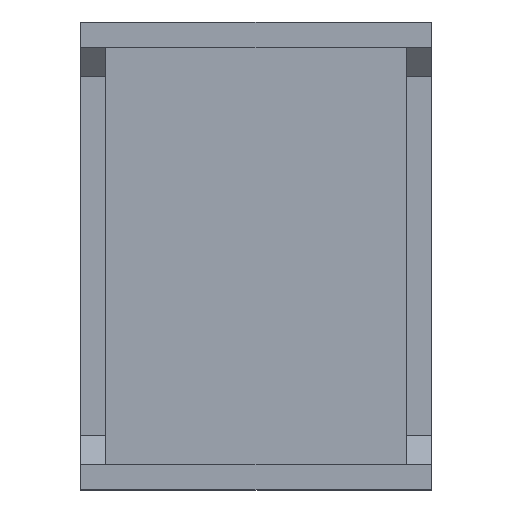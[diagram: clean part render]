
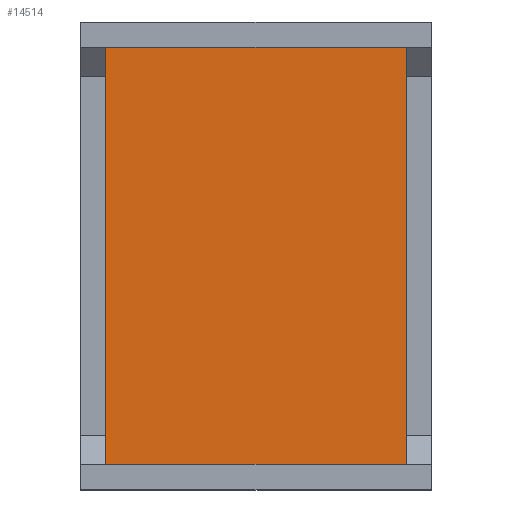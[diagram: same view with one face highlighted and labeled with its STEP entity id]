
A CAD part, top view. The second image highlights one B-rep face of the part: STEP entity #14514.
In plain terms, the highlighted planar face has unit normal (0, 0, 1).
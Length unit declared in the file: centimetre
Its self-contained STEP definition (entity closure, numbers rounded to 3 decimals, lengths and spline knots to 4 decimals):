
#1809=LINE('',#25269,#3365);
#1810=LINE('',#25271,#3366);
#1811=LINE('',#25273,#3367);
#1812=LINE('',#25274,#3368);
#3365=VECTOR('',#19500,1.);
#3366=VECTOR('',#19501,1.);
#3367=VECTOR('',#19502,1.);
#3368=VECTOR('',#19503,1.);
#3916=PLANE('',#15671);
#4660=FACE_OUTER_BOUND('',#5455,.T.);
#5455=EDGE_LOOP('',(#13693,#13694,#13695,#13696));
#7363=VERTEX_POINT('',#25267);
#7364=VERTEX_POINT('',#25268);
#7365=VERTEX_POINT('',#25270);
#7366=VERTEX_POINT('',#25272);
#9477=EDGE_CURVE('',#7363,#7364,#1809,.T.);
#9478=EDGE_CURVE('',#7365,#7363,#1810,.T.);
#9479=EDGE_CURVE('',#7366,#7365,#1811,.T.);
#9480=EDGE_CURVE('',#7364,#7366,#1812,.T.);
#13693=ORIENTED_EDGE('',*,*,#9477,.F.);
#13694=ORIENTED_EDGE('',*,*,#9478,.F.);
#13695=ORIENTED_EDGE('',*,*,#9479,.F.);
#13696=ORIENTED_EDGE('',*,*,#9480,.F.);
#14514=ADVANCED_FACE('',(#4660),#3916,.T.);
#15671=AXIS2_PLACEMENT_3D('',#25266,#19498,#19499);
#19498=DIRECTION('center_axis',(0.,0.,
1.));
#19499=DIRECTION('ref_axis',(1.,0.,0.));
#19500=DIRECTION('',(0.,1.,0.));
#19501=DIRECTION('',(-1.,0.,0.));
#19502=DIRECTION('',(0.,-1.,0.));
#19503=DIRECTION('',(1.,0.,0.));
#25266=CARTESIAN_POINT('Origin',(1.6752,5.1156,3.5549));
#25267=CARTESIAN_POINT('',(0.9052,4.0456,3.5549));
#25268=CARTESIAN_POINT('',(0.9052,6.1856,3.5549));
#25269=CARTESIAN_POINT('',(0.9052,6.1856,3.5549));
#25270=CARTESIAN_POINT('',(2.4452,4.0456,3.5549));
#25271=CARTESIAN_POINT('',(0.9052,4.0456,3.5549));
#25272=CARTESIAN_POINT('',(2.4452,6.1856,3.5549));
#25273=CARTESIAN_POINT('',(2.4452,4.0456,3.5549));
#25274=CARTESIAN_POINT('',(2.4452,6.1856,3.5549));
